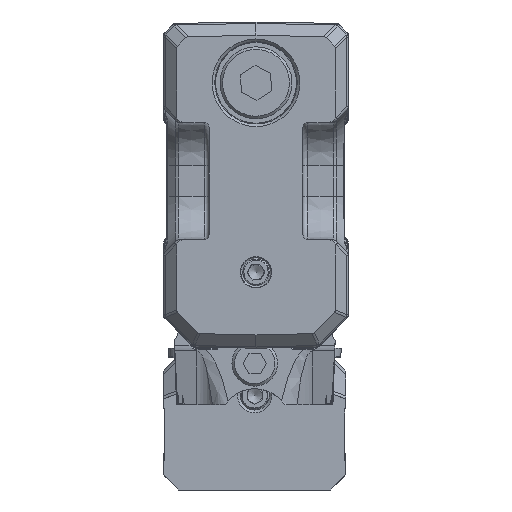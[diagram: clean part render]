
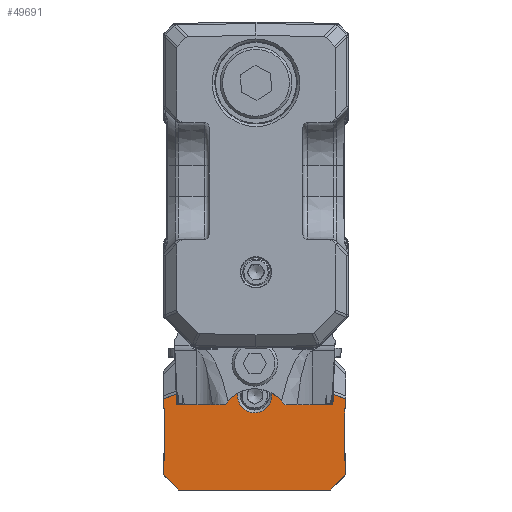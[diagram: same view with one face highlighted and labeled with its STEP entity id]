
A CAD part, front view. The second image highlights one B-rep face of the part: STEP entity #49691.
In plain terms, the highlighted planar face has unit normal (0, -1, 0).
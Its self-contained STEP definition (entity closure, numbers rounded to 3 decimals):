
#22266=PLANE('',#121372);
#33049=LINE('',#186095,#41294);
#33050=LINE('',#186097,#41295);
#33063=LINE('',#186133,#41308);
#33084=LINE('',#186195,#41329);
#33090=LINE('',#186217,#41335);
#33101=LINE('',#186245,#41346);
#33313=LINE('',#187314,#41558);
#33332=LINE('',#187475,#41577);
#33342=LINE('',#187499,#41587);
#33970=LINE('',#199121,#42288);
#33983=LINE('',#199150,#42301);
#34131=LINE('',#200831,#42449);
#34147=LINE('',#200915,#42465);
#34181=LINE('',#201072,#42499);
#34184=LINE('',#201078,#42502);
#34282=LINE('',#201745,#42600);
#34294=LINE('',#201775,#42612);
#34295=LINE('',#201778,#42613);
#41294=VECTOR('',#136385,1.);
#41295=VECTOR('',#136388,1.);
#41308=VECTOR('',#136415,1.);
#41329=VECTOR('',#136470,1.);
#41335=VECTOR('',#136490,1.);
#41346=VECTOR('',#136513,1.);
#41558=VECTOR('',#137455,1.);
#41577=VECTOR('',#137516,1.);
#41587=VECTOR('',#137536,1.);
#42288=VECTOR('',#140271,1.);
#42301=VECTOR('',#140298,1.);
#42449=VECTOR('',#140814,1.);
#42465=VECTOR('',#140896,1.);
#42499=VECTOR('',#140986,1.);
#42502=VECTOR('',#140993,1.);
#42600=VECTOR('',#141417,1.);
#42612=VECTOR('',#141465,1.);
#42613=VECTOR('',#141470,1.);
#49691=ADVANCED_FACE('',(#100817,#100818),#22266,.F.);
#56055=EDGE_LOOP('',(#77955,#77956,#77957,#77958,#77959,#77960,#77961,#77962,
#77963,#77964,#77965,#77966,#77967,#77968,#77969,#77970,#77971,#77972,#77973,
#77974,#77975,#77976));
#56056=EDGE_LOOP('',(#77977));
#77955=ORIENTED_EDGE('',*,*,#96246,.T.);
#77956=ORIENTED_EDGE('',*,*,#93341,.T.);
#77957=ORIENTED_EDGE('',*,*,#93342,.F.);
#77958=ORIENTED_EDGE('',*,*,#93360,.T.);
#77959=ORIENTED_EDGE('',*,*,#96245,.T.);
#77960=ORIENTED_EDGE('',*,*,#95994,.T.);
#77961=ORIENTED_EDGE('',*,*,#93928,.F.);
#77962=ORIENTED_EDGE('',*,*,#96061,.T.);
#77963=ORIENTED_EDGE('',*,*,#96233,.T.);
#77964=ORIENTED_EDGE('',*,*,#93415,.T.);
#77965=ORIENTED_EDGE('',*,*,#93401,.T.);
#77966=ORIENTED_EDGE('',*,*,#93390,.T.);
#77967=ORIENTED_EDGE('',*,*,#93915,.T.);
#77968=ORIENTED_EDGE('',*,*,#96064,.F.);
#77969=ORIENTED_EDGE('',*,*,#95712,.F.);
#77970=ORIENTED_EDGE('',*,*,#95714,.F.);
#77971=ORIENTED_EDGE('',*,*,#96123,.F.);
#77972=ORIENTED_EDGE('',*,*,#93866,.T.);
#77973=ORIENTED_EDGE('',*,*,#96125,.T.);
#77974=ORIENTED_EDGE('',*,*,#96019,.T.);
#77975=ORIENTED_EDGE('',*,*,#96018,.T.);
#77976=ORIENTED_EDGE('',*,*,#95699,.T.);
#77977=ORIENTED_EDGE('',*,*,#93642,.T.);
#93341=EDGE_CURVE('',#105424,#105425,#33049,.T.);
#93342=EDGE_CURVE('',#105426,#105425,#33050,.T.);
#93360=EDGE_CURVE('',#105426,#105441,#33063,.T.);
#93390=EDGE_CURVE('',#105462,#105465,#33084,.T.);
#93401=EDGE_CURVE('',#105475,#105462,#33090,.T.);
#93415=EDGE_CURVE('',#105484,#105475,#33101,.T.);
#93642=EDGE_CURVE('',#105670,#105670,#111356,.T.);
#93866=EDGE_CURVE('',#105849,#105848,#33313,.T.);
#93915=EDGE_CURVE('',#105465,#105895,#33332,.T.);
#93928=EDGE_CURVE('',#105904,#105905,#33342,.T.);
#95699=EDGE_CURVE('',#107031,#107030,#33970,.T.);
#95712=EDGE_CURVE('',#107038,#107037,#111916,.T.);
#95714=EDGE_CURVE('',#107039,#107038,#33983,.T.);
#95994=EDGE_CURVE('',#107157,#105905,#34131,.T.);
#96018=EDGE_CURVE('',#107168,#107031,#111950,.T.);
#96019=EDGE_CURVE('',#107169,#107168,#34147,.T.);
#96061=EDGE_CURVE('',#105904,#107183,#34181,.T.);
#96064=EDGE_CURVE('',#107037,#105895,#34184,.T.);
#96123=EDGE_CURVE('',#105849,#107039,#111966,.T.);
#96125=EDGE_CURVE('',#105848,#107169,#111967,.T.);
#96233=EDGE_CURVE('',#107183,#105484,#34282,.T.);
#96245=EDGE_CURVE('',#105441,#107157,#34294,.T.);
#96246=EDGE_CURVE('',#107030,#105424,#34295,.T.);
#100817=FACE_BOUND('',#56055,.T.);
#100818=FACE_BOUND('',#56056,.T.);
#105424=VERTEX_POINT('',#186092);
#105425=VERTEX_POINT('',#186094);
#105426=VERTEX_POINT('',#186098);
#105441=VERTEX_POINT('',#186132);
#105462=VERTEX_POINT('',#186189);
#105465=VERTEX_POINT('',#186194);
#105475=VERTEX_POINT('',#186218);
#105484=VERTEX_POINT('',#186242);
#105670=VERTEX_POINT('',#186806);
#105848=VERTEX_POINT('',#187313);
#105849=VERTEX_POINT('',#187315);
#105895=VERTEX_POINT('',#187474);
#105904=VERTEX_POINT('',#187498);
#105905=VERTEX_POINT('',#187500);
#107030=VERTEX_POINT('',#199120);
#107031=VERTEX_POINT('',#199122);
#107037=VERTEX_POINT('',#199143);
#107038=VERTEX_POINT('',#199145);
#107039=VERTEX_POINT('',#199149);
#107157=VERTEX_POINT('',#200829);
#107168=VERTEX_POINT('',#200912);
#107169=VERTEX_POINT('',#200916);
#107183=VERTEX_POINT('',#201071);
#111356=CIRCLE('',#119714,1.7);
#111916=CIRCLE('',#120939,0.8);
#111950=CIRCLE('',#121156,0.8);
#111966=CIRCLE('',#121248,0.8);
#111967=CIRCLE('',#121252,0.8);
#119714=AXIS2_PLACEMENT_3D('',#186805,#136990,#136991);
#120939=AXIS2_PLACEMENT_3D('',#199146,#140293,#140294);
#121156=AXIS2_PLACEMENT_3D('',#200913,#140892,#140893);
#121248=AXIS2_PLACEMENT_3D('',#201395,#141137,#141138);
#121252=AXIS2_PLACEMENT_3D('',#201400,#141146,#141147);
#121372=AXIS2_PLACEMENT_3D('',#201780,#141473,#141474);
#136385=DIRECTION('',(1.,0.,0.));
#136388=DIRECTION('',(0.,0.,1.));
#136415=DIRECTION('',(-1.,0.,0.));
#136470=DIRECTION('',(1.,0.,0.));
#136490=DIRECTION('',(0.,0.,1.));
#136513=DIRECTION('',(-1.,0.,0.));
#136990=DIRECTION('',(0.,1.,0.));
#136991=DIRECTION('',(-1.,0.,0.));
#137455=DIRECTION('',(-1.,0.,0.));
#137516=DIRECTION('',(0.,0.,1.));
#137536=DIRECTION('',(-1.,0.,0.));
#140271=DIRECTION('',(-0.94,0.,-0.342));
#140293=DIRECTION('',(0.,-1.,0.));
#140294=DIRECTION('',(-1.,0.,0.));
#140298=DIRECTION('',(-0.5,0.,-0.866));
#140814=DIRECTION('',(0.707,0.,-0.707));
#140892=DIRECTION('',(0.,1.,0.));
#140893=DIRECTION('',(-1.,0.,0.));
#140896=DIRECTION('',(0.5,0.,-0.866));
#140986=DIRECTION('',(0.707,0.,0.707));
#140993=DIRECTION('',(0.94,0.,-0.342));
#141137=DIRECTION('',(0.,1.,0.));
#141138=DIRECTION('',(-1.,0.,0.));
#141146=DIRECTION('',(0.,-1.,0.));
#141147=DIRECTION('',(-1.,0.,0.));
#141417=DIRECTION('',(0.,0.,1.));
#141465=DIRECTION('',(0.,0.,-1.));
#141470=DIRECTION('',(0.,0.,-1.));
#141473=DIRECTION('',(0.,1.,0.));
#141474=DIRECTION('',(0.,0.,1.));
#186092=CARTESIAN_POINT('',(-9.,177.5,-38.2));
#186094=CARTESIAN_POINT('',(-8.885,177.5,-38.2));
#186095=CARTESIAN_POINT('',(0.,177.5,-38.2));
#186097=CARTESIAN_POINT('',(-8.885,177.5,-46.2));
#186098=CARTESIAN_POINT('',(-8.885,177.5,-43.285));
#186132=CARTESIAN_POINT('',(-9.,177.5,-43.285));
#186133=CARTESIAN_POINT('',(0.,177.5,-43.285));
#186189=CARTESIAN_POINT('',(8.885,177.5,-38.2));
#186194=CARTESIAN_POINT('',(9.,177.5,-38.2));
#186195=CARTESIAN_POINT('',(0.,177.5,-38.2));
#186217=CARTESIAN_POINT('',(8.885,177.5,-46.2));
#186218=CARTESIAN_POINT('',(8.885,177.5,-43.285));
#186242=CARTESIAN_POINT('',(9.,177.5,-43.285));
#186245=CARTESIAN_POINT('',(0.,177.5,-43.285));
#186805=CARTESIAN_POINT('',(0.,177.5,-36.874));
#186806=CARTESIAN_POINT('',(-1.7,177.5,-36.874));
#187313=CARTESIAN_POINT('',(-5.922,177.5,-33.2));
#187314=CARTESIAN_POINT('',(0.,177.5,-33.2));
#187315=CARTESIAN_POINT('',(5.922,177.5,-33.2));
#187474=CARTESIAN_POINT('',(9.,177.5,-37.2));
#187475=CARTESIAN_POINT('',(9.,177.5,-46.2));
#187498=CARTESIAN_POINT('',(7.5,177.5,-46.2));
#187499=CARTESIAN_POINT('',(0.,177.5,-46.2));
#187500=CARTESIAN_POINT('',(-7.5,177.5,-46.2));
#199120=CARTESIAN_POINT('',(-9.,177.5,-37.2));
#199121=CARTESIAN_POINT('',(-3.945,177.5,-35.36));
#199122=CARTESIAN_POINT('',(-5.922,177.5,-36.08));
#199143=CARTESIAN_POINT('',(5.922,177.5,-36.08));
#199145=CARTESIAN_POINT('',(5.502,177.5,-34.928));
#199146=CARTESIAN_POINT('',(6.195,177.5,-35.328));
#199149=CARTESIAN_POINT('',(5.985,177.5,-34.092));
#199150=CARTESIAN_POINT('',(-0.754,177.5,-45.765));
#200829=CARTESIAN_POINT('',(-9.,177.5,-44.7));
#200831=CARTESIAN_POINT('',(-3.75,177.5,-49.95));
#200912=CARTESIAN_POINT('',(-5.502,177.5,-34.928));
#200913=CARTESIAN_POINT('',(-6.195,177.5,-35.328));
#200915=CARTESIAN_POINT('',(0.754,177.5,-45.765));
#200916=CARTESIAN_POINT('',(-5.985,177.5,-34.092));
#201071=CARTESIAN_POINT('',(9.,177.5,-44.7));
#201072=CARTESIAN_POINT('',(3.75,177.5,-49.95));
#201078=CARTESIAN_POINT('',(3.945,177.5,-35.36));
#201395=CARTESIAN_POINT('',(5.292,177.5,-33.692));
#201400=CARTESIAN_POINT('',(-5.292,177.5,-33.692));
#201745=CARTESIAN_POINT('',(9.,177.5,-46.2));
#201775=CARTESIAN_POINT('',(-9.,177.5,-46.2));
#201778=CARTESIAN_POINT('',(-9.,177.5,-46.2));
#201780=CARTESIAN_POINT('',(0.,177.5,-46.2));
